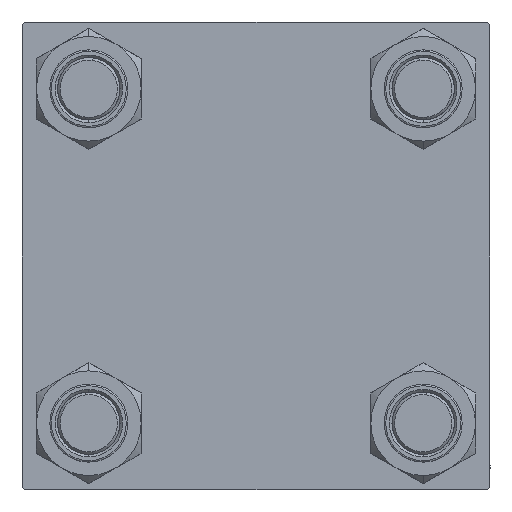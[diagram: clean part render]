
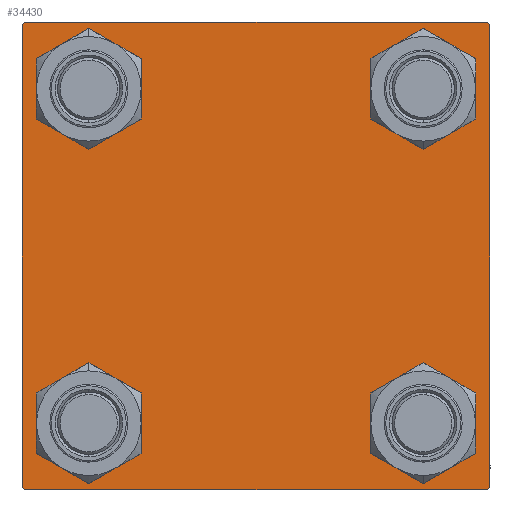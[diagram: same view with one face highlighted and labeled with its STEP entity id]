
A CAD part, left-side view. The second image highlights one B-rep face of the part: STEP entity #34430.
In plain terms, the highlighted planar face has unit normal (-1, 0, 0).
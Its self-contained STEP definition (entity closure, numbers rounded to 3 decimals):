
#350 = CIRCLE ( 'NONE', #13330, 6.5 ) ;
#530 = DIRECTION ( 'NONE',  ( 0., 0., -1. ) ) ;
#1009 = DIRECTION ( 'NONE',  ( 0., 0., 1. ) ) ;
#1986 = DIRECTION ( 'NONE',  ( 0., 0., 1. ) ) ;
#2035 = ORIENTED_EDGE ( 'NONE', *, *, #27460, .T. ) ;
#3059 = DIRECTION ( 'NONE',  ( -1., 0., 0. ) ) ;
#3607 = EDGE_CURVE ( 'NONE', #18046, #36002, #5492, .T. ) ;
#4317 = CIRCLE ( 'NONE', #32774, 6.5 ) ;
#4428 = VERTEX_POINT ( 'NONE', #47068 ) ;
#4663 = CARTESIAN_POINT ( 'NONE',  ( 0., -45., -44.5 ) ) ;
#4747 = ORIENTED_EDGE ( 'NONE', *, *, #35121, .T. ) ;
#4823 = DIRECTION ( 'NONE',  ( 1., 0., 0. ) ) ;
#4841 = EDGE_CURVE ( 'NONE', #33063, #45876, #41621, .T. ) ;
#5072 = DIRECTION ( 'NONE',  ( 0., 0., 1. ) ) ;
#5492 = LINE ( 'NONE', #28424, #30434 ) ;
#5863 = CARTESIAN_POINT ( 'NONE',  ( 0., 45., -44.5 ) ) ;
#6571 = CIRCLE ( 'NONE', #35045, 6.5 ) ;
#6603 = AXIS2_PLACEMENT_3D ( 'NONE', #23504, #24005, #31644 ) ;
#6874 = FACE_BOUND ( 'NONE', #12646, .T. ) ;
#8395 = CARTESIAN_POINT ( 'NONE',  ( 0., 32.15, 32.15 ) ) ;
#8550 = VERTEX_POINT ( 'NONE', #33020 ) ;
#9015 = ORIENTED_EDGE ( 'NONE', *, *, #16313, .T. ) ;
#10144 = CARTESIAN_POINT ( 'NONE',  ( 0., 32.15, -32.15 ) ) ;
#10441 = FACE_BOUND ( 'NONE', #29006, .T. ) ;
#11243 = CARTESIAN_POINT ( 'NONE',  ( 0., -45., 45. ) ) ;
#11345 = EDGE_CURVE ( 'NONE', #14311, #13397, #44419, .T. ) ;
#12053 = CARTESIAN_POINT ( 'NONE',  ( 0., 44.75, -44.75 ) ) ;
#12646 = EDGE_LOOP ( 'NONE', ( #4747, #32186 ) ) ;
#12846 = CARTESIAN_POINT ( 'NONE',  ( 0., 32.15, 38.65 ) ) ;
#13330 = AXIS2_PLACEMENT_3D ( 'NONE', #8395, #4823, #5072 ) ;
#13397 = VERTEX_POINT ( 'NONE', #40564 ) ;
#13505 = ORIENTED_EDGE ( 'NONE', *, *, #41323, .F. ) ;
#13955 = VECTOR ( 'NONE', #41879, 1000. ) ;
#14311 = VERTEX_POINT ( 'NONE', #46359 ) ;
#14781 = CARTESIAN_POINT ( 'NONE',  ( 0., 0., 0. ) ) ;
#15038 = VERTEX_POINT ( 'NONE', #5863 ) ;
#15058 = CARTESIAN_POINT ( 'NONE',  ( 0., -32.15, -25.65 ) ) ;
#15636 = LINE ( 'NONE', #12053, #49835 ) ;
#16111 = AXIS2_PLACEMENT_3D ( 'NONE', #34742, #30440, #38809 ) ;
#16281 = ORIENTED_EDGE ( 'NONE', *, *, #29362, .T. ) ;
#16313 = EDGE_CURVE ( 'NONE', #25687, #45167, #20984, .T. ) ;
#16429 = VECTOR ( 'NONE', #530, 1000. ) ;
#16434 = DIRECTION ( 'NONE',  ( 0., 0., 1. ) ) ;
#16780 = EDGE_LOOP ( 'NONE', ( #24059, #9015 ) ) ;
#17676 = VERTEX_POINT ( 'NONE', #47857 ) ;
#17938 = LINE ( 'NONE', #25833, #13955 ) ;
#18046 = VERTEX_POINT ( 'NONE', #20232 ) ;
#18355 = PLANE ( 'NONE',  #38180 ) ;
#18956 = CARTESIAN_POINT ( 'NONE',  ( 0., -32.15, 32.15 ) ) ;
#19372 = EDGE_CURVE ( 'NONE', #8550, #45876, #42287, .T. ) ;
#20232 = CARTESIAN_POINT ( 'NONE',  ( 0., -44.5, -45. ) ) ;
#20510 = DIRECTION ( 'NONE',  ( 0., 0.707, -0.707 ) ) ;
#20984 = CIRCLE ( 'NONE', #16111, 6.5 ) ;
#22086 = LINE ( 'NONE', #41951, #43412 ) ;
#22427 = FACE_BOUND ( 'NONE', #37718, .T. ) ;
#23460 = LINE ( 'NONE', #11243, #16429 ) ;
#23504 = CARTESIAN_POINT ( 'NONE',  ( 0., 32.15, 32.15 ) ) ;
#24005 = DIRECTION ( 'NONE',  ( 1., 0., 0. ) ) ;
#24059 = ORIENTED_EDGE ( 'NONE', *, *, #48297, .T. ) ;
#24358 = AXIS2_PLACEMENT_3D ( 'NONE', #41348, #29639, #45179 ) ;
#24447 = DIRECTION ( 'NONE',  ( 1., 0., 0. ) ) ;
#24899 = CARTESIAN_POINT ( 'NONE',  ( 0., 44.5, 45. ) ) ;
#25111 = DIRECTION ( 'NONE',  ( 0., -0.707, 0.707 ) ) ;
#25435 = DIRECTION ( 'NONE',  ( 1., 0., 0. ) ) ;
#25519 = CIRCLE ( 'NONE', #39329, 6.5 ) ;
#25687 = VERTEX_POINT ( 'NONE', #44320 ) ;
#25833 = CARTESIAN_POINT ( 'NONE',  ( 0., 45., 45. ) ) ;
#27460 = EDGE_CURVE ( 'NONE', #4428, #45373, #6571, .T. ) ;
#27549 = ORIENTED_EDGE ( 'NONE', *, *, #19372, .T. ) ;
#28181 = ORIENTED_EDGE ( 'NONE', *, *, #48772, .T. ) ;
#28214 = CARTESIAN_POINT ( 'NONE',  ( 0., 32.15, -25.65 ) ) ;
#28424 = CARTESIAN_POINT ( 'NONE',  ( 0., -44.75, -44.75 ) ) ;
#28577 = CIRCLE ( 'NONE', #6603, 6.5 ) ;
#29006 = EDGE_LOOP ( 'NONE', ( #16281, #35438 ) ) ;
#29298 = EDGE_CURVE ( 'NONE', #43318, #15038, #17938, .T. ) ;
#29362 = EDGE_CURVE ( 'NONE', #49003, #17676, #28577, .T. ) ;
#29639 = DIRECTION ( 'NONE',  ( 1., 0., 0. ) ) ;
#29827 = FACE_BOUND ( 'NONE', #16780, .T. ) ;
#30238 = DIRECTION ( 'NONE',  ( 1., 0., 0. ) ) ;
#30434 = VECTOR ( 'NONE', #25111, 1000. ) ;
#30440 = DIRECTION ( 'NONE',  ( 1., 0., 0. ) ) ;
#30768 = ORIENTED_EDGE ( 'NONE', *, *, #3607, .T. ) ;
#31355 = CARTESIAN_POINT ( 'NONE',  ( 0., -44.5, 45. ) ) ;
#31644 = DIRECTION ( 'NONE',  ( 0., 0., 1. ) ) ;
#31687 = ORIENTED_EDGE ( 'NONE', *, *, #41956, .T. ) ;
#31805 = ORIENTED_EDGE ( 'NONE', *, *, #4841, .F. ) ;
#32186 = ORIENTED_EDGE ( 'NONE', *, *, #11345, .T. ) ;
#32460 = LINE ( 'NONE', #36034, #45867 ) ;
#32774 = AXIS2_PLACEMENT_3D ( 'NONE', #47648, #24447, #1009 ) ;
#33020 = CARTESIAN_POINT ( 'NONE',  ( 0., -45., 44.5 ) ) ;
#33063 = VERTEX_POINT ( 'NONE', #24899 ) ;
#34430 = ADVANCED_FACE ( 'NONE', ( #6874, #29827, #22427, #10441, #44857 ), #18355, .T. ) ;
#34641 = DIRECTION ( 'NONE',  ( 0., 0.707, 0.707 ) ) ;
#34742 = CARTESIAN_POINT ( 'NONE',  ( 0., -32.15, -32.15 ) ) ;
#35045 = AXIS2_PLACEMENT_3D ( 'NONE', #10144, #25435, #1986 ) ;
#35121 = EDGE_CURVE ( 'NONE', #13397, #14311, #50406, .T. ) ;
#35438 = ORIENTED_EDGE ( 'NONE', *, *, #47505, .T. ) ;
#36002 = VERTEX_POINT ( 'NONE', #4663 ) ;
#36034 = CARTESIAN_POINT ( 'NONE',  ( 0., 44.75, 44.75 ) ) ;
#36129 = CARTESIAN_POINT ( 'NONE',  ( 0., 45., 44.5 ) ) ;
#37616 = DIRECTION ( 'NONE',  ( 0., -1., 0. ) ) ;
#37718 = EDGE_LOOP ( 'NONE', ( #49773, #2035 ) ) ;
#37791 = CARTESIAN_POINT ( 'NONE',  ( 0., 45., 45. ) ) ;
#37805 = DIRECTION ( 'NONE',  ( 0., 0., 1. ) ) ;
#38180 = AXIS2_PLACEMENT_3D ( 'NONE', #14781, #3059, #45368 ) ;
#38277 = VERTEX_POINT ( 'NONE', #39806 ) ;
#38497 = ORIENTED_EDGE ( 'NONE', *, *, #29298, .T. ) ;
#38809 = DIRECTION ( 'NONE',  ( 0., 0., 1. ) ) ;
#39329 = AXIS2_PLACEMENT_3D ( 'NONE', #49596, #30238, #16434 ) ;
#39806 = CARTESIAN_POINT ( 'NONE',  ( 0., 44.5, -45. ) ) ;
#40331 = AXIS2_PLACEMENT_3D ( 'NONE', #18956, #49787, #37805 ) ;
#40564 = CARTESIAN_POINT ( 'NONE',  ( 0., -32.15, 38.65 ) ) ;
#41323 = EDGE_CURVE ( 'NONE', #8550, #36002, #23460, .T. ) ;
#41348 = CARTESIAN_POINT ( 'NONE',  ( 0., -32.15, 32.15 ) ) ;
#41621 = LINE ( 'NONE', #37791, #45925 ) ;
#41879 = DIRECTION ( 'NONE',  ( 0., 0., -1. ) ) ;
#41951 = CARTESIAN_POINT ( 'NONE',  ( 0., 45., -45. ) ) ;
#41956 = EDGE_CURVE ( 'NONE', #15038, #38277, #15636, .T. ) ;
#42287 = LINE ( 'NONE', #49696, #43020 ) ;
#43020 = VECTOR ( 'NONE', #34641, 1000. ) ;
#43318 = VERTEX_POINT ( 'NONE', #36129 ) ;
#43392 = DIRECTION ( 'NONE',  ( 0., -0.707, -0.707 ) ) ;
#43412 = VECTOR ( 'NONE', #37616, 1000. ) ;
#44320 = CARTESIAN_POINT ( 'NONE',  ( 0., -32.15, -38.65 ) ) ;
#44419 = CIRCLE ( 'NONE', #40331, 6.5 ) ;
#44857 = FACE_OUTER_BOUND ( 'NONE', #46132, .T. ) ;
#45167 = VERTEX_POINT ( 'NONE', #15058 ) ;
#45179 = DIRECTION ( 'NONE',  ( 0., 0., 1. ) ) ;
#45368 = DIRECTION ( 'NONE',  ( 0., 0., 1. ) ) ;
#45373 = VERTEX_POINT ( 'NONE', #28214 ) ;
#45867 = VECTOR ( 'NONE', #20510, 1000. ) ;
#45876 = VERTEX_POINT ( 'NONE', #31355 ) ;
#45925 = VECTOR ( 'NONE', #49519, 1000. ) ;
#46132 = EDGE_LOOP ( 'NONE', ( #38497, #31687, #28181, #30768, #13505, #27549, #31805, #48118 ) ) ;
#46359 = CARTESIAN_POINT ( 'NONE',  ( 0., -32.15, 25.65 ) ) ;
#47068 = CARTESIAN_POINT ( 'NONE',  ( 0., 32.15, -38.65 ) ) ;
#47505 = EDGE_CURVE ( 'NONE', #17676, #49003, #350, .T. ) ;
#47648 = CARTESIAN_POINT ( 'NONE',  ( 0., -32.15, -32.15 ) ) ;
#47857 = CARTESIAN_POINT ( 'NONE',  ( 0., 32.15, 25.65 ) ) ;
#48118 = ORIENTED_EDGE ( 'NONE', *, *, #48994, .T. ) ;
#48297 = EDGE_CURVE ( 'NONE', #45167, #25687, #4317, .T. ) ;
#48772 = EDGE_CURVE ( 'NONE', #38277, #18046, #22086, .T. ) ;
#48803 = EDGE_CURVE ( 'NONE', #45373, #4428, #25519, .T. ) ;
#48994 = EDGE_CURVE ( 'NONE', #33063, #43318, #32460, .T. ) ;
#49003 = VERTEX_POINT ( 'NONE', #12846 ) ;
#49519 = DIRECTION ( 'NONE',  ( 0., -1., 0. ) ) ;
#49596 = CARTESIAN_POINT ( 'NONE',  ( 0., 32.15, -32.15 ) ) ;
#49696 = CARTESIAN_POINT ( 'NONE',  ( 0., -44.75, 44.75 ) ) ;
#49773 = ORIENTED_EDGE ( 'NONE', *, *, #48803, .T. ) ;
#49787 = DIRECTION ( 'NONE',  ( 1., 0., 0. ) ) ;
#49835 = VECTOR ( 'NONE', #43392, 1000. ) ;
#50406 = CIRCLE ( 'NONE', #24358, 6.5 ) ;
